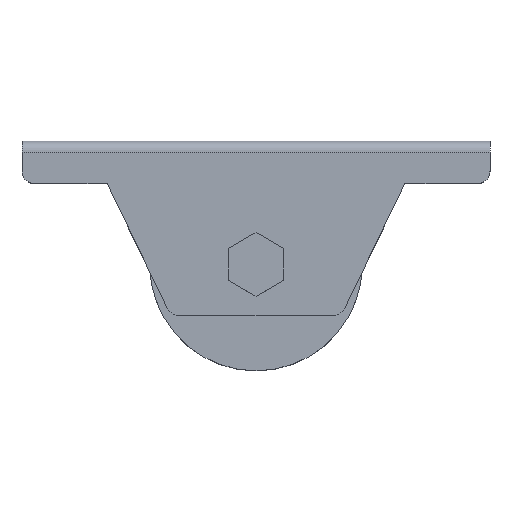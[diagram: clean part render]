
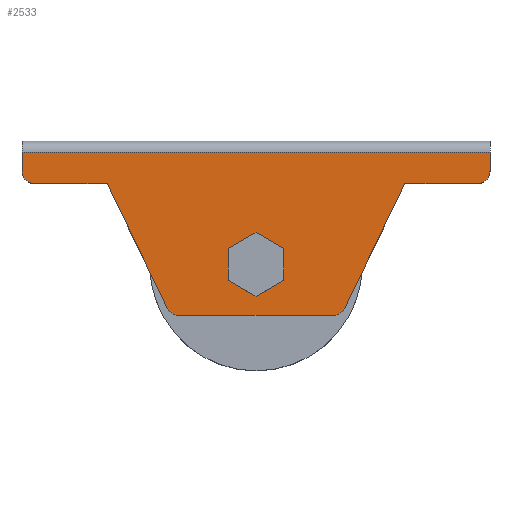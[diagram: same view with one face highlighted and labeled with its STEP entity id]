
A CAD part, top view. The second image highlights one B-rep face of the part: STEP entity #2533.
In plain terms, the highlighted planar face has unit normal (0, 0, 1).
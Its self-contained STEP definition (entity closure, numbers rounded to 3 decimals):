
#27 = EDGE_CURVE ( 'NONE', #28, #2506, #867, .T. ) ;
#28 = VERTEX_POINT ( 'NONE', #921 ) ;
#29 = ORIENTED_EDGE ( 'NONE', *, *, #27, .T. ) ;
#30 = EDGE_LOOP ( 'NONE', ( #192, #196, #199, #202, #205, #208 ) ) ;
#35 = VERTEX_POINT ( 'NONE', #913 ) ;
#37 = EDGE_CURVE ( 'NONE', #38, #35, #912, .T. ) ;
#38 = VERTEX_POINT ( 'NONE', #907 ) ;
#39 = ORIENTED_EDGE ( 'NONE', *, *, #37, .T. ) ;
#44 = ORIENTED_EDGE ( 'NONE', *, *, #45, .F. ) ;
#45 = EDGE_CURVE ( 'NONE', #38, #47, #900, .T. ) ;
#46 = EDGE_CURVE ( 'NONE', #50, #47, #896, .T. ) ;
#47 = VERTEX_POINT ( 'NONE', #954 ) ;
#48 = ORIENTED_EDGE ( 'NONE', *, *, #46, .T. ) ;
#50 = VERTEX_POINT ( 'NONE', #949 ) ;
#54 = EDGE_CURVE ( 'NONE', #2509, #50, #937, .T. ) ;
#190 = ORIENTED_EDGE ( 'NONE', *, *, #191, .T. ) ;
#191 = EDGE_CURVE ( 'NONE', #35, #2526, #1208, .T. ) ;
#192 = ORIENTED_EDGE ( 'NONE', *, *, #193, .F. ) ;
#193 = EDGE_CURVE ( 'NONE', #194, #195, #1204, .T. ) ;
#194 = VERTEX_POINT ( 'NONE', #1200 ) ;
#195 = VERTEX_POINT ( 'NONE', #1199 ) ;
#196 = ORIENTED_EDGE ( 'NONE', *, *, #197, .F. ) ;
#197 = EDGE_CURVE ( 'NONE', #198, #194, #1198, .T. ) ;
#198 = VERTEX_POINT ( 'NONE', #1194 ) ;
#199 = ORIENTED_EDGE ( 'NONE', *, *, #200, .F. ) ;
#200 = EDGE_CURVE ( 'NONE', #201, #198, #1193, .T. ) ;
#201 = VERTEX_POINT ( 'NONE', #1189 ) ;
#202 = ORIENTED_EDGE ( 'NONE', *, *, #203, .F. ) ;
#203 = EDGE_CURVE ( 'NONE', #204, #201, #1188, .T. ) ;
#204 = VERTEX_POINT ( 'NONE', #1184 ) ;
#205 = ORIENTED_EDGE ( 'NONE', *, *, #206, .F. ) ;
#206 = EDGE_CURVE ( 'NONE', #207, #204, #1183, .T. ) ;
#207 = VERTEX_POINT ( 'NONE', #1242 ) ;
#208 = ORIENTED_EDGE ( 'NONE', *, *, #209, .F. ) ;
#209 = EDGE_CURVE ( 'NONE', #195, #207, #1241, .T. ) ;
#867 = LINE ( 'NONE', #924, #923 ) ;
#895 = AXIS2_PLACEMENT_3D ( 'NONE', #957, #956, #955 ) ;
#896 = CIRCLE ( 'NONE', #895, 3. ) ;
#897 = DIRECTION ( 'NONE',  ( -1., 0., 0. ) ) ;
#898 = VECTOR ( 'NONE', #897, 1000. ) ;
#899 = CARTESIAN_POINT ( 'NONE',  ( 55., -12., 13. ) ) ;
#900 = LINE ( 'NONE', #899, #898 ) ;
#907 = CARTESIAN_POINT ( 'NONE',  ( 18.119, -12., 13. ) ) ;
#908 = DIRECTION ( 'NONE',  ( 0., 1., 0. ) ) ;
#909 = DIRECTION ( 'NONE',  ( 0., 0., 1. ) ) ;
#910 = CARTESIAN_POINT ( 'NONE',  ( 18.119, -9., 13. ) ) ;
#911 = AXIS2_PLACEMENT_3D ( 'NONE', #910, #909, #908 ) ;
#912 = CIRCLE ( 'NONE', #911, 3. ) ;
#913 = CARTESIAN_POINT ( 'NONE',  ( 20.819, -10.307, 13. ) ) ;
#921 = CARTESIAN_POINT ( 'NONE',  ( 55., 26.4, 13. ) ) ;
#922 = DIRECTION ( 'NONE',  ( -1., 0., 0. ) ) ;
#923 = VECTOR ( 'NONE', #922, 1000. ) ;
#924 = CARTESIAN_POINT ( 'NONE',  ( 55., 26.4, 13. ) ) ;
#934 = DIRECTION ( 'NONE',  ( 0.436, -0.9, 0. ) ) ;
#935 = VECTOR ( 'NONE', #934, 1000. ) ;
#936 = CARTESIAN_POINT ( 'NONE',  ( -20., -12., 13. ) ) ;
#937 = LINE ( 'NONE', #936, #935 ) ;
#949 = CARTESIAN_POINT ( 'NONE',  ( -20.819, -10.307, 13. ) ) ;
#954 = CARTESIAN_POINT ( 'NONE',  ( -18.119, -12., 13. ) ) ;
#955 = DIRECTION ( 'NONE',  ( 0., 1., 0. ) ) ;
#956 = DIRECTION ( 'NONE',  ( 0., 0., 1. ) ) ;
#957 = CARTESIAN_POINT ( 'NONE',  ( -18.119, -9., 13. ) ) ;
#1182 = CARTESIAN_POINT ( 'NONE',  ( 6.5, -3.753, 13. ) ) ;
#1183 = LINE ( 'NONE', #1182, #1244 ) ;
#1184 = CARTESIAN_POINT ( 'NONE',  ( 6.5, 3.753, 13. ) ) ;
#1185 = DIRECTION ( 'NONE',  ( -0.866, 0.5, 0. ) ) ;
#1186 = VECTOR ( 'NONE', #1185, 1000. ) ;
#1187 = CARTESIAN_POINT ( 'NONE',  ( 6.5, 3.753, 13. ) ) ;
#1188 = LINE ( 'NONE', #1187, #1186 ) ;
#1189 = CARTESIAN_POINT ( 'NONE',  ( 0., 7.506, 13. ) ) ;
#1190 = DIRECTION ( 'NONE',  ( -0.866, -0.5, 0. ) ) ;
#1191 = VECTOR ( 'NONE', #1190, 1000. ) ;
#1192 = CARTESIAN_POINT ( 'NONE',  ( 0., 7.506, 13. ) ) ;
#1193 = LINE ( 'NONE', #1192, #1191 ) ;
#1194 = CARTESIAN_POINT ( 'NONE',  ( -6.5, 3.753, 13. ) ) ;
#1195 = DIRECTION ( 'NONE',  ( 0., -1., 0. ) ) ;
#1196 = VECTOR ( 'NONE', #1195, 1000. ) ;
#1197 = CARTESIAN_POINT ( 'NONE',  ( -6.5, 3.753, 13. ) ) ;
#1198 = LINE ( 'NONE', #1197, #1196 ) ;
#1199 = CARTESIAN_POINT ( 'NONE',  ( 0., -7.506, 13. ) ) ;
#1200 = CARTESIAN_POINT ( 'NONE',  ( -6.5, -3.753, 13. ) ) ;
#1201 = DIRECTION ( 'NONE',  ( 0.866, -0.5, 0. ) ) ;
#1202 = VECTOR ( 'NONE', #1201, 1000. ) ;
#1203 = CARTESIAN_POINT ( 'NONE',  ( -6.5, -3.753, 13. ) ) ;
#1204 = LINE ( 'NONE', #1203, #1202 ) ;
#1205 = DIRECTION ( 'NONE',  ( 0.436, 0.9, 0. ) ) ;
#1206 = VECTOR ( 'NONE', #1205, 1000. ) ;
#1207 = CARTESIAN_POINT ( 'NONE',  ( 35., 19., 13. ) ) ;
#1208 = LINE ( 'NONE', #1207, #1206 ) ;
#1238 = DIRECTION ( 'NONE',  ( 0.866, 0.5, 0. ) ) ;
#1239 = VECTOR ( 'NONE', #1238, 1000. ) ;
#1240 = CARTESIAN_POINT ( 'NONE',  ( 0., -7.506, 13. ) ) ;
#1241 = LINE ( 'NONE', #1240, #1239 ) ;
#1242 = CARTESIAN_POINT ( 'NONE',  ( 6.5, -3.753, 13. ) ) ;
#1243 = DIRECTION ( 'NONE',  ( 0., 1., 0. ) ) ;
#1244 = VECTOR ( 'NONE', #1243, 1000. ) ;
#2282 = DIRECTION ( 'NONE',  ( 0., 1., 0. ) ) ;
#2283 = DIRECTION ( 'NONE',  ( 0., 0., 1. ) ) ;
#2284 = CARTESIAN_POINT ( 'NONE',  ( -52., 22., 13. ) ) ;
#2285 = AXIS2_PLACEMENT_3D ( 'NONE', #2284, #2283, #2282 ) ;
#2286 = CIRCLE ( 'NONE', #2285, 3. ) ;
#2287 = CARTESIAN_POINT ( 'NONE',  ( -52., 19., 13. ) ) ;
#2294 = CARTESIAN_POINT ( 'NONE',  ( -35., 19., 13. ) ) ;
#2295 = DIRECTION ( 'NONE',  ( 1., 0., 0. ) ) ;
#2296 = VECTOR ( 'NONE', #2295, 1000. ) ;
#2297 = CARTESIAN_POINT ( 'NONE',  ( -35., 19., 13. ) ) ;
#2298 = LINE ( 'NONE', #2297, #2296 ) ;
#2299 = CARTESIAN_POINT ( 'NONE',  ( -55., 26.4, 13. ) ) ;
#2310 = CARTESIAN_POINT ( 'NONE',  ( -55., 22., 13. ) ) ;
#2311 = DIRECTION ( 'NONE',  ( 0., -1., 0. ) ) ;
#2312 = VECTOR ( 'NONE', #2311, 1000. ) ;
#2313 = CARTESIAN_POINT ( 'NONE',  ( 55., -12., 13. ) ) ;
#2314 = LINE ( 'NONE', #2313, #2312 ) ;
#2315 = DIRECTION ( 'NONE',  ( 0., 1., 0. ) ) ;
#2316 = DIRECTION ( 'NONE',  ( 0., 0., -1. ) ) ;
#2317 = CARTESIAN_POINT ( 'NONE',  ( 55., -12., 13. ) ) ;
#2318 = AXIS2_PLACEMENT_3D ( 'NONE', #2317, #2316, #2315 ) ;
#2319 = PLANE ( 'NONE',  #2318 ) ;
#2320 = FACE_BOUND ( 'NONE', #30, .T. ) ;
#2321 = FACE_OUTER_BOUND ( 'NONE', #2529, .T. ) ;
#2322 = DIRECTION ( 'NONE',  ( 0., 1., 0. ) ) ;
#2323 = DIRECTION ( 'NONE',  ( 0., 0., 1. ) ) ;
#2324 = CARTESIAN_POINT ( 'NONE',  ( 52., 22., 13. ) ) ;
#2325 = AXIS2_PLACEMENT_3D ( 'NONE', #2324, #2323, #2322 ) ;
#2326 = CIRCLE ( 'NONE', #2325, 3. ) ;
#2327 = CARTESIAN_POINT ( 'NONE',  ( 52., 19., 13. ) ) ;
#2328 = DIRECTION ( 'NONE',  ( 1., 0., 0. ) ) ;
#2329 = VECTOR ( 'NONE', #2328, 1000. ) ;
#2330 = CARTESIAN_POINT ( 'NONE',  ( 55., 19., 13. ) ) ;
#2331 = LINE ( 'NONE', #2330, #2329 ) ;
#2332 = CARTESIAN_POINT ( 'NONE',  ( 35., 19., 13. ) ) ;
#2333 = CARTESIAN_POINT ( 'NONE',  ( 55., 22., 13. ) ) ;
#2371 = DIRECTION ( 'NONE',  ( 0., -1., 0. ) ) ;
#2372 = VECTOR ( 'NONE', #2371, 1000. ) ;
#2373 = CARTESIAN_POINT ( 'NONE',  ( -55., -12., 13. ) ) ;
#2374 = LINE ( 'NONE', #2373, #2372 ) ;
#2506 = VERTEX_POINT ( 'NONE', #2299 ) ;
#2507 = ORIENTED_EDGE ( 'NONE', *, *, #54, .T. ) ;
#2508 = EDGE_CURVE ( 'NONE', #2511, #2509, #2298, .T. ) ;
#2509 = VERTEX_POINT ( 'NONE', #2294 ) ;
#2511 = VERTEX_POINT ( 'NONE', #2287 ) ;
#2512 = ORIENTED_EDGE ( 'NONE', *, *, #2508, .T. ) ;
#2514 = ORIENTED_EDGE ( 'NONE', *, *, #2515, .T. ) ;
#2515 = EDGE_CURVE ( 'NONE', #2538, #2511, #2286, .T. ) ;
#2524 = VERTEX_POINT ( 'NONE', #2333 ) ;
#2525 = ORIENTED_EDGE ( 'NONE', *, *, #2528, .T. ) ;
#2526 = VERTEX_POINT ( 'NONE', #2332 ) ;
#2528 = EDGE_CURVE ( 'NONE', #2526, #2531, #2331, .T. ) ;
#2529 = EDGE_LOOP ( 'NONE', ( #2525, #2530, #2534, #29, #2535, #2514, #2512, #2507, #48, #44, #39, #190 ) ) ;
#2530 = ORIENTED_EDGE ( 'NONE', *, *, #2532, .T. ) ;
#2531 = VERTEX_POINT ( 'NONE', #2327 ) ;
#2532 = EDGE_CURVE ( 'NONE', #2531, #2524, #2326, .T. ) ;
#2533 = ADVANCED_FACE ( 'NONE', ( #2321, #2320 ), #2319, .F. ) ;
#2534 = ORIENTED_EDGE ( 'NONE', *, *, #2536, .F. ) ;
#2535 = ORIENTED_EDGE ( 'NONE', *, *, #2539, .T. ) ;
#2536 = EDGE_CURVE ( 'NONE', #28, #2524, #2314, .T. ) ;
#2538 = VERTEX_POINT ( 'NONE', #2310 ) ;
#2539 = EDGE_CURVE ( 'NONE', #2506, #2538, #2374, .T. ) ;
